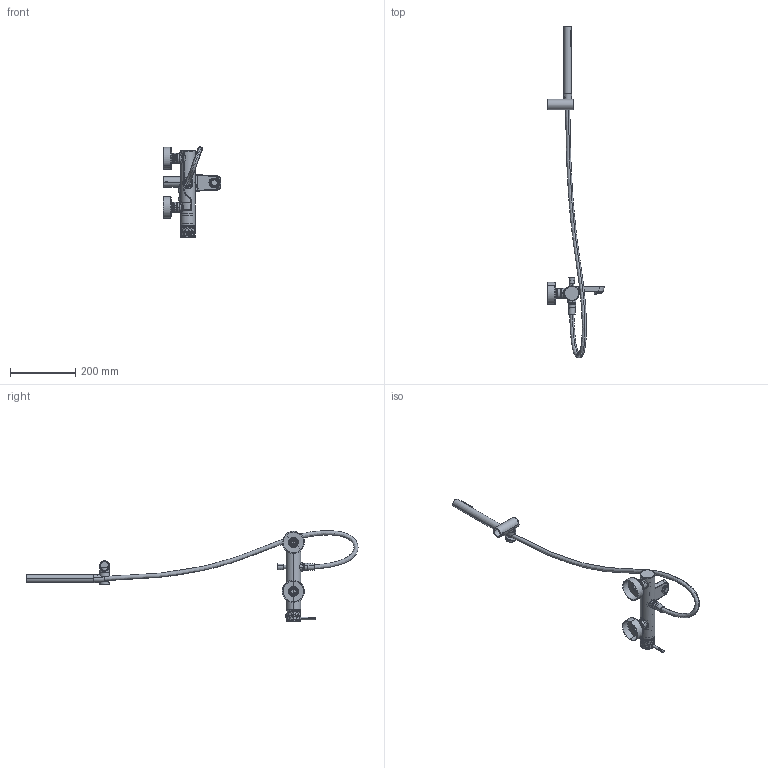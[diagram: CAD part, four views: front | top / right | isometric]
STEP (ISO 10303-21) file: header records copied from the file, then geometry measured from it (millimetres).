
FILE_DESCRIPTION (( 'STEP AP203' ), '1' );
FILE_NAME ('59CP10439.STEP', '2026-02-17T08:03:06', ( '' ), ( '' ), 'SwSTEP 2.0', 'SolidWorks 2025', '' );
FILE_SCHEMA (( 'CONFIG_CONTROL_DESIGN' ));
Length unit declared in the file: millimetre
Products named in the file (1): 59CP10439
Bounding box: 176.56 x 1014.6 x 276.91 mm (x, y, z)
Volume: 479203.7 mm3; surface area: 282777.6 mm2
Topology: 22 solids, 22 shells, 1236 faces, 3067 edges, 1960 vertices
Faces by surface type: cylinder 444, plane 301, cone 300, bspline 157, torus 32, sphere 2
Entity records: 75508 total; most frequent: CARTESIAN_POINT 47946, ORIENTED_EDGE 6054, DIRECTION 5138, EDGE_CURVE 3027, AXIS2_PLACEMENT_3D 2065, VERTEX_POINT 1960, EDGE_LOOP 1433, ADVANCED_FACE 1236
